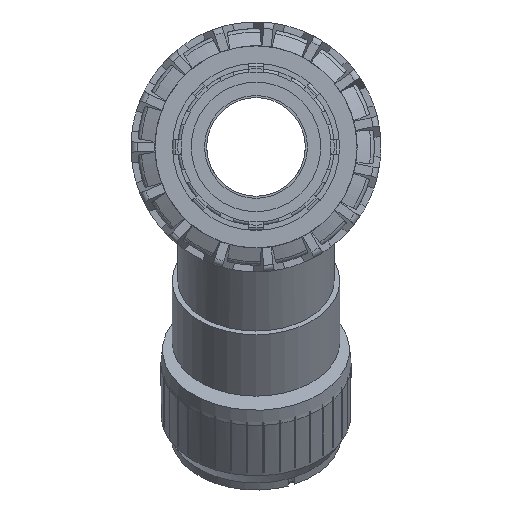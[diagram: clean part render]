
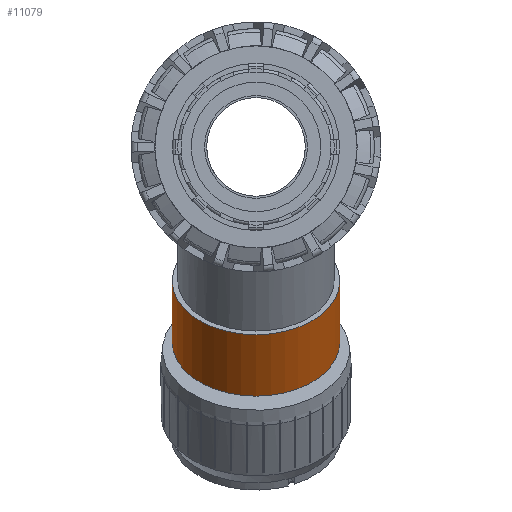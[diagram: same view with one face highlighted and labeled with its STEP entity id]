
A CAD part, left-side view. The second image highlights one B-rep face of the part: STEP entity #11079.
In plain terms, the highlighted cylindrical face has radius 40.767 mm (diameter 81.534 mm), a full revolution.
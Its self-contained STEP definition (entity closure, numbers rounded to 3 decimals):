
#2206=CYLINDRICAL_SURFACE('',#11714,40.767);
#2318=FACE_BOUND('',#2986,.T.);
#2356=FACE_OUTER_BOUND('',#2985,.T.);
#2985=EDGE_LOOP('',(#7123));
#2986=EDGE_LOOP('',(#7124));
#3637=CIRCLE('',#11704,40.767);
#3641=CIRCLE('',#11712,40.767);
#4185=VERTEX_POINT('',#16665);
#4190=VERTEX_POINT('',#16856);
#5356=EDGE_CURVE('',#4185,#4185,#3637,.T.);
#5361=EDGE_CURVE('',#4190,#4190,#3641,.T.);
#7123=ORIENTED_EDGE('',*,*,#5356,.T.);
#7124=ORIENTED_EDGE('',*,*,#5361,.F.);
#11079=ADVANCED_FACE('',(#2356,#2318),#2206,.T.);
#11704=AXIS2_PLACEMENT_3D('',#16666,#13069,#13070);
#11712=AXIS2_PLACEMENT_3D('',#16857,#13085,#13086);
#11714=AXIS2_PLACEMENT_3D('',#16860,#13089,#13090);
#13069=DIRECTION('center_axis',(-0.643,-0.766,0.));
#13070=DIRECTION('ref_axis',(-0.766,0.643,0.));
#13085=DIRECTION('center_axis',(-0.643,-0.766,0.));
#13086=DIRECTION('ref_axis',(-0.766,0.643,0.));
#13089=DIRECTION('center_axis',(0.643,0.766,0.));
#13090=DIRECTION('ref_axis',(-0.766,0.643,0.));
#16665=CARTESIAN_POINT('',(173.235,68.785,0.));
#16666=CARTESIAN_POINT('Origin',(142.006,94.99,0.));
#16856=CARTESIAN_POINT('',(148.166,38.909,0.));
#16857=CARTESIAN_POINT('Origin',(116.937,65.114,0.));
#16860=CARTESIAN_POINT('Origin',(116.937,65.114,0.));
